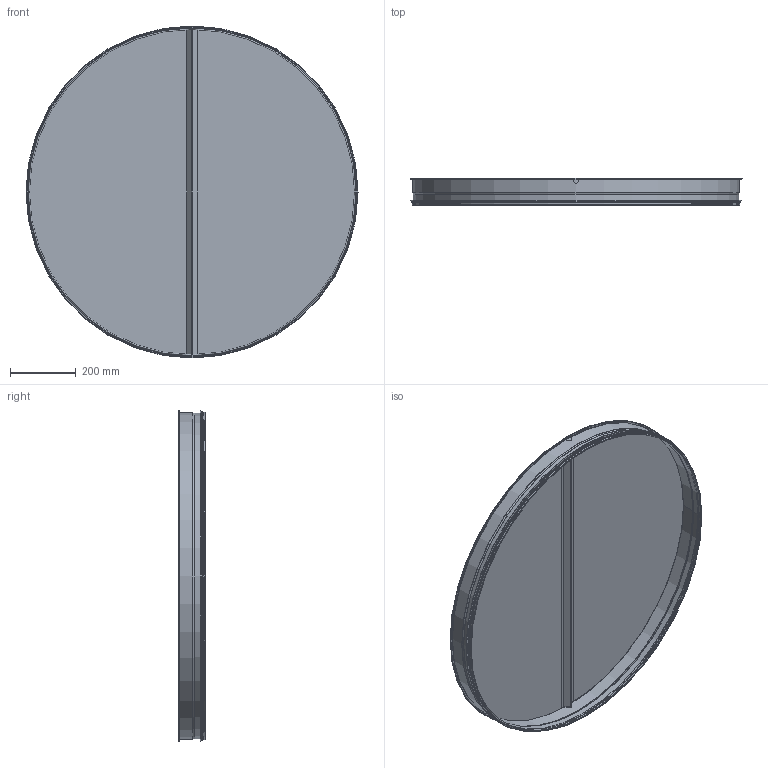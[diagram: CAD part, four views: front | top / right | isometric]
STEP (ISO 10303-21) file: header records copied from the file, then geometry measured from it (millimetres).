
FILE_DESCRIPTION((''),'2;1');
FILE_NAME('HNG-1000.stp','2014-02-20T08:26:21',(''),(''),'Autodesk Inventor 2013','Autodesk Inventor 2013','');
FILE_SCHEMA(('AUTOMOTIVE_DESIGN { 1 2 10303 214 0 1 1 1 }'));
Length unit declared in the file: millimetre
Products named in the file (5): HNG-1000; HNGRörämne-1000; 999013; HNGN-1000; HNGStödprofil-1000
Assembly tree (4 placements, depth 2):
  HNG-1000
    HNGRörämne-1000
    999013
    HNGN-1000
    HNGStödprofil-1000
Bounding box: 1013.6 x 82.4 x 1013.6 mm (x, y, z)
Volume: 1092717.9 mm3; surface area: 2475205.9 mm2
Topology: 5 solids, 5 shells, 111 faces, 213 edges, 115 vertices
Faces by surface type: plane 66, cylinder 21, torus 18, cone 6
Full cylindrical faces by diameter (mm): 992.8 x1, 993.8 x1, 995 x1, 997.6 x5, 998.6 x2, 1001.6 x1, 1004 x1, 1009 x1
Entity records: 2905 total; most frequent: DIRECTION 526, CARTESIAN_POINT 434, ORIENTED_EDGE 398, AXIS2_PLACEMENT_3D 207, EDGE_CURVE 199, EDGE_LOOP 130, VERTEX_POINT 115, VECTOR 112
